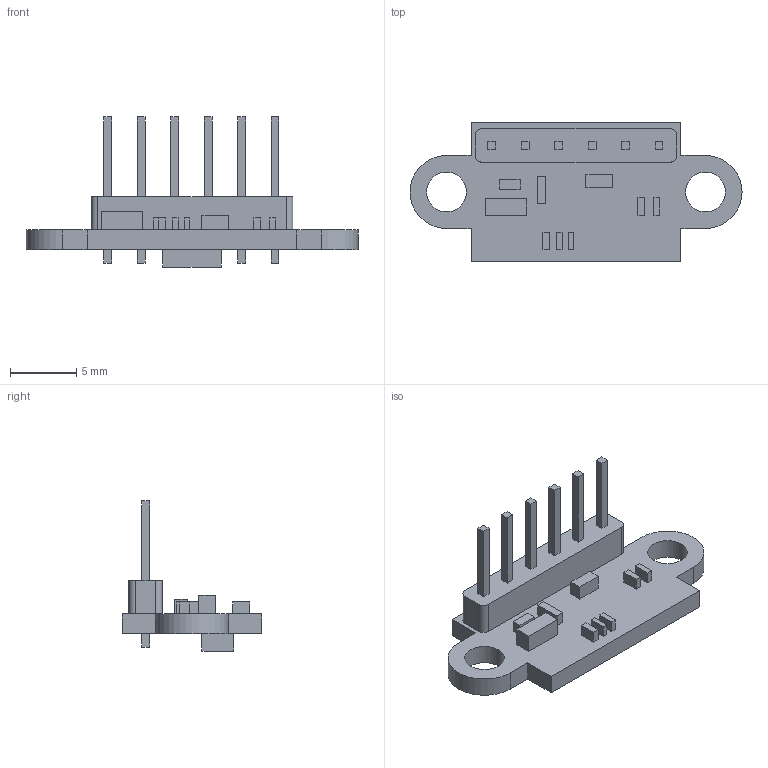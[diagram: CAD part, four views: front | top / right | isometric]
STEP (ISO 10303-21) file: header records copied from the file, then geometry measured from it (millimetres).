
FILE_DESCRIPTION(/* description */ ('VL53L0X TOF Sensor'),/* implementation_level */ '2;1');
FILE_NAME(/* name */ 'VL53L0X TOF Sensor Distancia.stp',/* time_stamp */ '2021-03-13T16:06:20+00:00',/* author */ ('Oscar Calero'),/* organization */ ('none'),/* preprocessor_version */ 'none',/* originating_system */ 'none',/* authorisation */ 'CC BY-NC');
FILE_SCHEMA(('AUTOMOTIVE_DESIGN { 1 0 10303 214 1 1 1 1 }'));
Length unit declared in the file: millimetre
Products named in the file (1): Part1
Bounding box: 25 x 10.5 x 11.3 mm (x, y, z)
Volume: 429.4 mm3; surface area: 768.2 mm2
Topology: 1 solids, 1 shells, 143 faces, 348 edges, 232 vertices
Faces by surface type: plane 129, cylinder 14
Entity records: 4420 total; most frequent: ORIENTED_EDGE 696, CARTESIAN_POINT 660, DIRECTION 502, EDGE_CURVE 348, VECTOR 320, LINE 320, VERTEX_POINT 232, EDGE_LOOP 172
